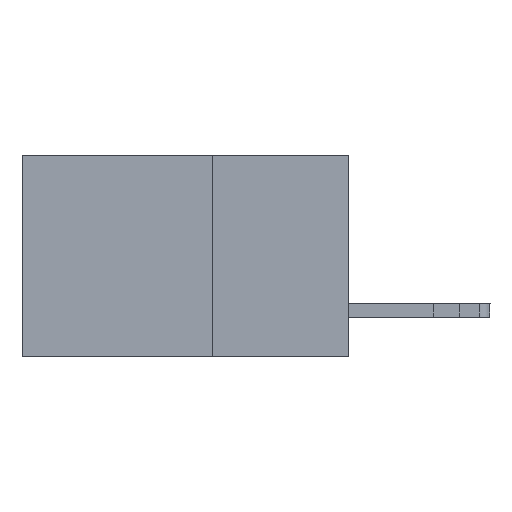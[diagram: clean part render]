
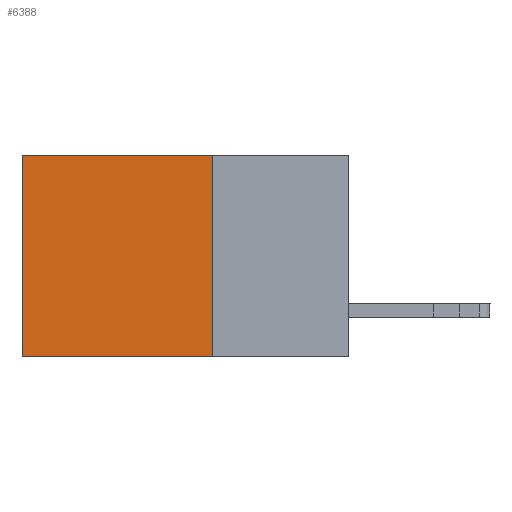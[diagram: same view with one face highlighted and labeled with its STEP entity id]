
A CAD part, left-side view. The second image highlights one B-rep face of the part: STEP entity #6388.
In plain terms, the highlighted planar face has unit normal (-1, 0, 0).
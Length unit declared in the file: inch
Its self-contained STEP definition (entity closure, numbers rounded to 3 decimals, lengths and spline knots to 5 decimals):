
#352 = VERTEX_POINT ( 'NONE', #12163 ) ;
#931 = ORIENTED_EDGE ( 'NONE', *, *, #6621, .F. ) ;
#1989 = ORIENTED_EDGE ( 'NONE', *, *, #5421, .T. ) ;
#2267 = EDGE_LOOP ( 'NONE', ( #1989, #931, #10709, #12213 ) ) ;
#2269 = CARTESIAN_POINT ( 'NONE',  ( 0.2615, 0.25, -0.37 ) ) ;
#2993 = VERTEX_POINT ( 'NONE', #11954 ) ;
#3118 = DIRECTION ( 'NONE',  ( 1., 0., 0. ) ) ;
#3124 = VECTOR ( 'NONE', #8128, 39.37008 ) ;
#3254 = LINE ( 'NONE', #2269, #6074 ) ;
#3510 = DIRECTION ( 'NONE',  ( 0., 0., -1. ) ) ;
#3541 = AXIS2_PLACEMENT_3D ( 'NONE', #10131, #3118, #11300 ) ;
#3543 = DIRECTION ( 'NONE',  ( 0., 1., 0. ) ) ;
#3974 = VERTEX_POINT ( 'NONE', #4512 ) ;
#4512 = CARTESIAN_POINT ( 'NONE',  ( 0.2615, 0.6, -0.37 ) ) ;
#4618 = FACE_OUTER_BOUND ( 'NONE', #2267, .T. ) ;
#5022 = DIRECTION ( 'NONE',  ( 0., 0., -1. ) ) ;
#5421 = EDGE_CURVE ( 'NONE', #352, #3974, #6315, .T. ) ;
#5502 = PLANE ( 'NONE',  #3541 ) ;
#6074 = VECTOR ( 'NONE', #3510, 39.37008 ) ;
#6315 = LINE ( 'NONE', #14136, #9005 ) ;
#6388 = ADVANCED_FACE ( 'NONE', ( #4618 ), #5502, .F. ) ;
#6621 = EDGE_CURVE ( 'NONE', #12896, #3974, #10566, .T. ) ;
#7174 = VECTOR ( 'NONE', #3543, 39.37008 ) ;
#8128 = DIRECTION ( 'NONE',  ( 0., 1., 0. ) ) ;
#9005 = VECTOR ( 'NONE', #5022, 39.37008 ) ;
#10131 = CARTESIAN_POINT ( 'NONE',  ( 0.2615, 0.25, -0.37 ) ) ;
#10154 = EDGE_CURVE ( 'NONE', #2993, #352, #12063, .T. ) ;
#10530 = CARTESIAN_POINT ( 'NONE',  ( 0.2615, 0.25, -0.37 ) ) ;
#10566 = LINE ( 'NONE', #10530, #7174 ) ;
#10709 = ORIENTED_EDGE ( 'NONE', *, *, #12566, .F. ) ;
#11300 = DIRECTION ( 'NONE',  ( 0., 0., -1. ) ) ;
#11954 = CARTESIAN_POINT ( 'NONE',  ( 0.2615, 0.25, 0. ) ) ;
#12063 = LINE ( 'NONE', #14868, #3124 ) ;
#12163 = CARTESIAN_POINT ( 'NONE',  ( 0.2615, 0.6, 0. ) ) ;
#12213 = ORIENTED_EDGE ( 'NONE', *, *, #10154, .T. ) ;
#12566 = EDGE_CURVE ( 'NONE', #2993, #12896, #3254, .T. ) ;
#12896 = VERTEX_POINT ( 'NONE', #14462 ) ;
#14136 = CARTESIAN_POINT ( 'NONE',  ( 0.2615, 0.6, -0.37 ) ) ;
#14462 = CARTESIAN_POINT ( 'NONE',  ( 0.2615, 0.25, -0.37 ) ) ;
#14868 = CARTESIAN_POINT ( 'NONE',  ( 0.2615, 0.25, 0. ) ) ;
